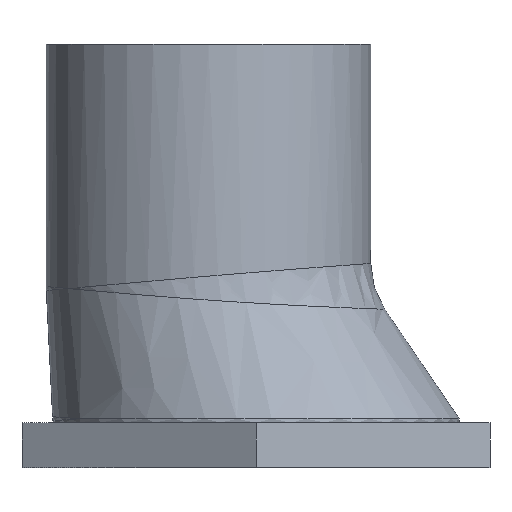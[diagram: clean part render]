
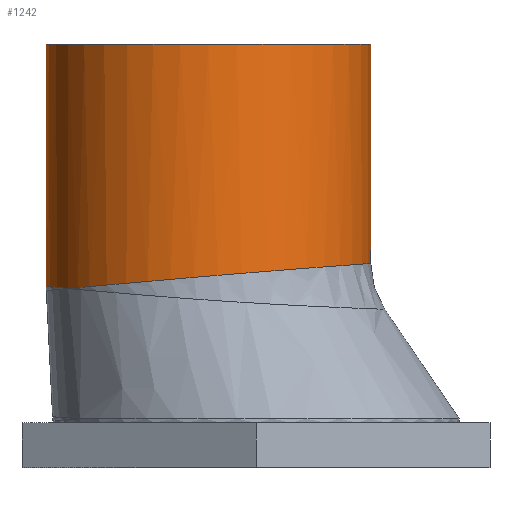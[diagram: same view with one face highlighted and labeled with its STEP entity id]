
A CAD part, front view. The second image highlights one B-rep face of the part: STEP entity #1242.
In plain terms, the highlighted cylindrical face has radius 25.336 mm (diameter 50.672 mm), a full revolution.
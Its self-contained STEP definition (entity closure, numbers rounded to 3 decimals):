
#21=CYLINDRICAL_SURFACE('',#1333,25.336);
#31=B_SPLINE_CURVE_WITH_KNOTS('',3,(#2454,#2455,#2456,#2457,#2458,#2459,
#2460),.UNSPECIFIED.,.F.,.F.,(4,2,1,4),(-0.003,0.,0.528,
0.66),.UNSPECIFIED.);
#32=B_SPLINE_CURVE_WITH_KNOTS('',3,(#2462,#2463,#2464,#2465,#2466,#2467,
#2468),.UNSPECIFIED.,.F.,.F.,(4,1,2,4),(0.66,0.792,
1.32,1.323),.UNSPECIFIED.);
#34=B_SPLINE_CURVE_WITH_KNOTS('',3,(#2591,#2592,#2593,#2594,#2595,#2596,
#2597,#2598,#2599,#2600,#2601,#2602,#2603,#2604,#2605,#2606,#2607,#2608,
#2609,#2610,#2611,#2612,#2613,#2614,#2615,#2616,#2617,#2618),
 .UNSPECIFIED.,.F.,.F.,(4,2,1,1,1,1,1,1,1,1,1,1,1,1,1,1,1,1,1,1,1,1,2,4),
(-19.794,-19.784,-18.795,-17.806,
-16.817,-15.827,-14.838,-14.344,
-13.849,-12.86,-11.871,-10.881,
-9.892,-8.903,-7.914,-6.925,
-5.935,-4.946,-3.957,-2.968,
-1.978,-0.989,0.,0.01),
 .UNSPECIFIED.);
#57=CIRCLE('',#1328,25.336);
#132=FACE_OUTER_BOUND('',#216,.T.);
#216=EDGE_LOOP('',(#1087,#1088,#1089,#1090,#1091,#1092));
#361=LINE('',#2669,#504);
#504=VECTOR('',#1628,25.336);
#598=VERTEX_POINT('',#2452);
#599=VERTEX_POINT('',#2453);
#600=VERTEX_POINT('',#2461);
#603=VERTEX_POINT('',#2658);
#757=EDGE_CURVE('',#598,#599,#31,.T.);
#758=EDGE_CURVE('',#599,#600,#32,.T.);
#760=EDGE_CURVE('',#600,#598,#34,.T.);
#765=EDGE_CURVE('',#603,#603,#57,.T.);
#770=EDGE_CURVE('',#603,#599,#361,.T.);
#1087=ORIENTED_EDGE('',*,*,#765,.F.);
#1088=ORIENTED_EDGE('',*,*,#770,.T.);
#1089=ORIENTED_EDGE('',*,*,#757,.F.);
#1090=ORIENTED_EDGE('',*,*,#760,.F.);
#1091=ORIENTED_EDGE('',*,*,#758,.F.);
#1092=ORIENTED_EDGE('',*,*,#770,.F.);
#1242=ADVANCED_FACE('',(#132),#21,.T.);
#1328=AXIS2_PLACEMENT_3D('',#2659,#1614,#1615);
#1333=AXIS2_PLACEMENT_3D('',#2668,#1626,#1627);
#1614=DIRECTION('center_axis',(0.,0.,1.));
#1615=DIRECTION('ref_axis',(1.,0.,0.));
#1626=DIRECTION('center_axis',(0.,0.,1.));
#1627=DIRECTION('ref_axis',(1.,0.,0.));
#1628=DIRECTION('',(0.,0.,-1.));
#2452=CARTESIAN_POINT('',(-21.919,-12.708,-38.1));
#2453=CARTESIAN_POINT('',(-25.336,0.,-37.788));
#2454=CARTESIAN_POINT('Ctrl Pts',(-21.919,-12.708,-38.1));
#2455=CARTESIAN_POINT('Ctrl Pts',(-21.929,-12.69,-38.099));
#2456=CARTESIAN_POINT('Ctrl Pts',(-21.939,-12.673,-38.098));
#2457=CARTESIAN_POINT('Ctrl Pts',(-23.708,-9.609,-37.935));
#2458=CARTESIAN_POINT('Ctrl Pts',(-25.104,-5.309,-37.809));
#2459=CARTESIAN_POINT('Ctrl Pts',(-25.336,-0.885,-37.788));
#2460=CARTESIAN_POINT('Ctrl Pts',(-25.336,0.,
-37.788));
#2461=CARTESIAN_POINT('',(-21.919,12.708,-38.1));
#2462=CARTESIAN_POINT('Ctrl Pts',(-25.336,0.,
-37.788));
#2463=CARTESIAN_POINT('Ctrl Pts',(-25.336,0.885,-37.788));
#2464=CARTESIAN_POINT('Ctrl Pts',(-25.104,5.309,-37.809));
#2465=CARTESIAN_POINT('Ctrl Pts',(-23.708,9.609,-37.935));
#2466=CARTESIAN_POINT('Ctrl Pts',(-21.939,12.673,-38.098));
#2467=CARTESIAN_POINT('Ctrl Pts',(-21.929,12.69,-38.099));
#2468=CARTESIAN_POINT('Ctrl Pts',(-21.919,12.708,-38.1));
#2591=CARTESIAN_POINT('Ctrl Pts',(-21.919,12.708,-38.1));
#2592=CARTESIAN_POINT('Ctrl Pts',(-21.908,12.727,-38.099));
#2593=CARTESIAN_POINT('Ctrl Pts',(-21.897,12.745,-38.098));
#2594=CARTESIAN_POINT('Ctrl Pts',(-20.778,14.663,-37.996));
#2595=CARTESIAN_POINT('Ctrl Pts',(-18.046,18.197,-37.747));
#2596=CARTESIAN_POINT('Ctrl Pts',(-12.742,22.23,-37.27));
#2597=CARTESIAN_POINT('Ctrl Pts',(-6.576,24.769,-36.724));
#2598=CARTESIAN_POINT('Ctrl Pts',(0.055,25.626,-36.154));
#2599=CARTESIAN_POINT('Ctrl Pts',(5.561,24.891,-35.698));
#2600=CARTESIAN_POINT('Ctrl Pts',(9.758,23.46,-35.36));
#2601=CARTESIAN_POINT('Ctrl Pts',(13.708,21.505,-35.048));
#2602=CARTESIAN_POINT('Ctrl Pts',(18.136,18.11,-34.71));
#2603=CARTESIAN_POINT('Ctrl Pts',(22.195,12.807,-34.412));
#2604=CARTESIAN_POINT('Ctrl Pts',(24.754,6.631,-34.23));
#2605=CARTESIAN_POINT('Ctrl Pts',(25.628,0.,
-34.168));
#2606=CARTESIAN_POINT('Ctrl Pts',(24.754,-6.632,-34.23));
#2607=CARTESIAN_POINT('Ctrl Pts',(22.196,-12.808,-34.412));
#2608=CARTESIAN_POINT('Ctrl Pts',(18.132,-18.11,-34.711));
#2609=CARTESIAN_POINT('Ctrl Pts',(12.834,-22.182,-35.115));
#2610=CARTESIAN_POINT('Ctrl Pts',(6.667,-24.742,-35.606));
#2611=CARTESIAN_POINT('Ctrl Pts',(0.053,-25.627,
-36.154));
#2612=CARTESIAN_POINT('Ctrl Pts',(-6.575,-24.769,-36.724));
#2613=CARTESIAN_POINT('Ctrl Pts',(-12.743,-22.23,-37.27));
#2614=CARTESIAN_POINT('Ctrl Pts',(-18.046,-18.197,-37.747));
#2615=CARTESIAN_POINT('Ctrl Pts',(-20.779,-14.663,-37.996));
#2616=CARTESIAN_POINT('Ctrl Pts',(-21.897,-12.745,-38.098));
#2617=CARTESIAN_POINT('Ctrl Pts',(-21.908,-12.727,-38.099));
#2618=CARTESIAN_POINT('Ctrl Pts',(-21.919,-12.708,-38.1));
#2658=CARTESIAN_POINT('',(-25.336,0.,0.));
#2659=CARTESIAN_POINT('Origin',(0.,0.,0.));
#2668=CARTESIAN_POINT('Origin',(0.,0.,-19.05));
#2669=CARTESIAN_POINT('',(-25.336,0.,-19.05));
